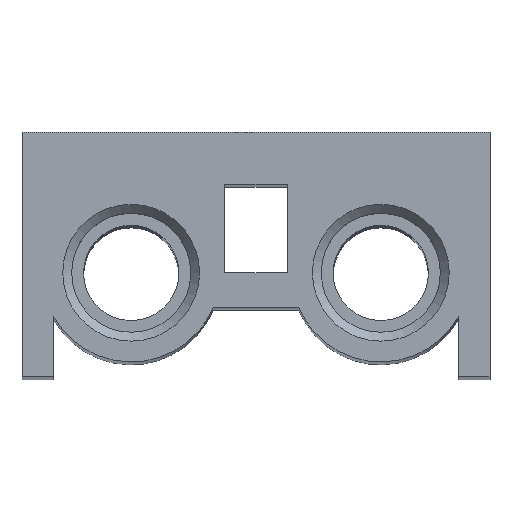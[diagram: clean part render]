
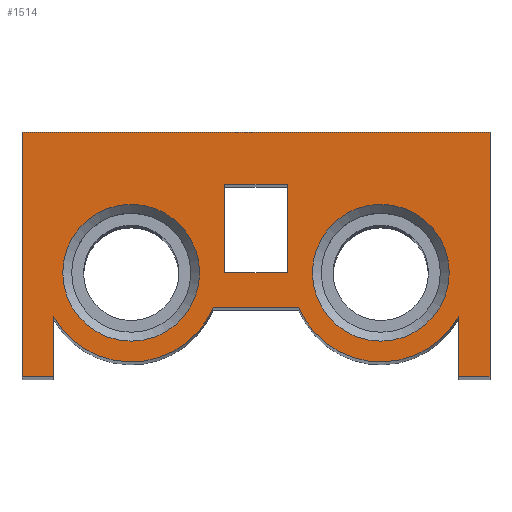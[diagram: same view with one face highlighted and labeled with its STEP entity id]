
A CAD part, top view. The second image highlights one B-rep face of the part: STEP entity #1514.
In plain terms, the highlighted planar face has unit normal (0, 0, 1).
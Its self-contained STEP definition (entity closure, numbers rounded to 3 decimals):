
#98=LINE('',#2360,#160);
#102=LINE('',#2368,#164);
#105=LINE('',#2374,#167);
#108=LINE('',#2380,#170);
#112=LINE('',#2396,#174);
#116=LINE('',#2408,#178);
#119=LINE('',#2414,#181);
#122=LINE('',#2425,#184);
#126=LINE('',#2433,#188);
#129=LINE('',#2443,#191);
#131=LINE('',#2446,#193);
#133=LINE('',#2449,#195);
#160=VECTOR('',#1883,1000.);
#164=VECTOR('',#1889,1000.);
#167=VECTOR('',#1894,1000.);
#170=VECTOR('',#1899,1000.);
#174=VECTOR('',#1915,1000.);
#178=VECTOR('',#1927,1000.);
#181=VECTOR('',#1932,1000.);
#184=VECTOR('',#1941,1000.);
#188=VECTOR('',#1947,1000.);
#191=VECTOR('',#1956,1000.);
#193=VECTOR('',#1960,1000.);
#195=VECTOR('',#1964,1000.);
#308=ORIENTED_EDGE('',*,*,#666,.T.);
#309=ORIENTED_EDGE('',*,*,#667,.T.);
#310=ORIENTED_EDGE('',*,*,#652,.F.);
#311=ORIENTED_EDGE('',*,*,#656,.F.);
#312=ORIENTED_EDGE('',*,*,#661,.F.);
#313=ORIENTED_EDGE('',*,*,#663,.F.);
#314=ORIENTED_EDGE('',*,*,#620,.T.);
#315=ORIENTED_EDGE('',*,*,#624,.T.);
#316=ORIENTED_EDGE('',*,*,#627,.T.);
#317=ORIENTED_EDGE('',*,*,#630,.T.);
#318=ORIENTED_EDGE('',*,*,#633,.T.);
#319=ORIENTED_EDGE('',*,*,#638,.T.);
#320=ORIENTED_EDGE('',*,*,#641,.T.);
#321=ORIENTED_EDGE('',*,*,#644,.T.);
#322=ORIENTED_EDGE('',*,*,#647,.T.);
#323=ORIENTED_EDGE('',*,*,#665,.T.);
#620=EDGE_CURVE('',#807,#806,#98,.T.);
#624=EDGE_CURVE('',#806,#809,#102,.T.);
#627=EDGE_CURVE('',#809,#811,#105,.T.);
#630=EDGE_CURVE('',#811,#813,#108,.T.);
#633=EDGE_CURVE('',#813,#815,#953,.T.);
#638=EDGE_CURVE('',#815,#819,#112,.T.);
#641=EDGE_CURVE('',#819,#821,#957,.T.);
#644=EDGE_CURVE('',#821,#823,#116,.T.);
#647=EDGE_CURVE('',#823,#825,#119,.T.);
#652=EDGE_CURVE('',#830,#831,#122,.T.);
#656=EDGE_CURVE('',#833,#830,#126,.T.);
#661=EDGE_CURVE('',#837,#833,#129,.T.);
#663=EDGE_CURVE('',#831,#837,#131,.T.);
#665=EDGE_CURVE('',#825,#807,#133,.T.);
#666=EDGE_CURVE('',#838,#838,#962,.T.);
#667=EDGE_CURVE('',#839,#839,#963,.T.);
#806=VERTEX_POINT('',#2359);
#807=VERTEX_POINT('',#2361);
#809=VERTEX_POINT('',#2367);
#811=VERTEX_POINT('',#2373);
#813=VERTEX_POINT('',#2379);
#815=VERTEX_POINT('',#2385);
#819=VERTEX_POINT('',#2395);
#821=VERTEX_POINT('',#2401);
#823=VERTEX_POINT('',#2407);
#825=VERTEX_POINT('',#2413);
#830=VERTEX_POINT('',#2424);
#831=VERTEX_POINT('',#2426);
#833=VERTEX_POINT('',#2432);
#837=VERTEX_POINT('',#2442);
#838=VERTEX_POINT('',#2452);
#839=VERTEX_POINT('',#2454);
#953=CIRCLE('',#1651,8.579);
#957=CIRCLE('',#1657,8.579);
#962=CIRCLE('',#1670,6.579);
#963=CIRCLE('',#1671,6.579);
#1072=EDGE_LOOP('',(#308));
#1073=EDGE_LOOP('',(#309));
#1074=EDGE_LOOP('',(#310,#311,#312,#313));
#1075=EDGE_LOOP('',(#314,#315,#316,#317,#318,#319,#320,#321,#322,#323));
#1282=FACE_BOUND('',#1072,.T.);
#1283=FACE_BOUND('',#1073,.T.);
#1284=FACE_BOUND('',#1074,.T.);
#1285=FACE_BOUND('',#1075,.T.);
#1458=PLANE('',#1669);
#1514=ADVANCED_FACE('',(#1282,#1283,#1284,#1285),#1458,.T.);
#1651=AXIS2_PLACEMENT_3D('',#2386,#1905,#1906);
#1657=AXIS2_PLACEMENT_3D('',#2402,#1921,#1922);
#1669=AXIS2_PLACEMENT_3D('',#2450,#1965,#1966);
#1670=AXIS2_PLACEMENT_3D('',#2451,#1967,#1968);
#1671=AXIS2_PLACEMENT_3D('',#2453,#1969,#1970);
#1883=DIRECTION('',(-1.,0.,0.));
#1889=DIRECTION('',(0.,-1.,0.));
#1894=DIRECTION('',(1.,0.,0.));
#1899=DIRECTION('',(0.,1.,0.));
#1905=DIRECTION('',(0.,0.,1.));
#1906=DIRECTION('',(1.,0.,0.));
#1915=DIRECTION('',(1.,0.,0.));
#1921=DIRECTION('',(0.,0.,1.));
#1922=DIRECTION('',(1.,0.,0.));
#1927=DIRECTION('',(0.,-1.,0.));
#1932=DIRECTION('',(1.,0.,0.));
#1941=DIRECTION('',(-1.,0.,0.));
#1947=DIRECTION('',(0.,1.,0.));
#1956=DIRECTION('',(1.,0.,0.));
#1960=DIRECTION('',(0.,-1.,0.));
#1964=DIRECTION('',(0.,1.,0.));
#1965=DIRECTION('',(0.,0.,1.));
#1966=DIRECTION('',(1.,0.,0.));
#1967=DIRECTION('',(0.,0.,-1.));
#1968=DIRECTION('',(-1.,0.,0.));
#1969=DIRECTION('',(0.,0.,-1.));
#1970=DIRECTION('',(-1.,0.,0.));
#2359=CARTESIAN_POINT('',(-22.5,23.5,161.));
#2360=CARTESIAN_POINT('',(22.5,23.5,161.));
#2361=CARTESIAN_POINT('',(22.5,23.5,161.));
#2367=CARTESIAN_POINT('',(-22.5,0.,161.));
#2368=CARTESIAN_POINT('',(-22.5,23.5,161.));
#2373=CARTESIAN_POINT('',(-19.5,0.,161.));
#2374=CARTESIAN_POINT('',(-22.5,0.,161.));
#2379=CARTESIAN_POINT('',(-19.5,5.836,161.));
#2380=CARTESIAN_POINT('',(-19.5,0.,161.));
#2385=CARTESIAN_POINT('',(-4.096,6.667,161.));
#2386=CARTESIAN_POINT('',(-12.,10.,161.));
#2395=CARTESIAN_POINT('',(4.096,6.667,161.));
#2396=CARTESIAN_POINT('',(-4.096,6.667,161.));
#2401=CARTESIAN_POINT('',(19.5,5.836,161.));
#2402=CARTESIAN_POINT('',(12.,10.,161.));
#2407=CARTESIAN_POINT('',(19.5,0.,161.));
#2408=CARTESIAN_POINT('',(19.5,5.836,161.));
#2413=CARTESIAN_POINT('',(22.5,0.,161.));
#2414=CARTESIAN_POINT('',(19.5,0.,161.));
#2424=CARTESIAN_POINT('',(3.,18.5,161.));
#2425=CARTESIAN_POINT('',(3.,18.5,161.));
#2426=CARTESIAN_POINT('',(-3.,18.5,161.));
#2432=CARTESIAN_POINT('',(3.,10.,161.));
#2433=CARTESIAN_POINT('',(3.,10.,161.));
#2442=CARTESIAN_POINT('',(-3.,10.,161.));
#2443=CARTESIAN_POINT('',(-3.,10.,161.));
#2446=CARTESIAN_POINT('',(-3.,18.5,161.));
#2449=CARTESIAN_POINT('',(22.5,0.,161.));
#2450=CARTESIAN_POINT('',(-12.,10.,161.));
#2451=CARTESIAN_POINT('',(-12.,10.,161.));
#2452=CARTESIAN_POINT('',(-18.579,10.,161.));
#2453=CARTESIAN_POINT('',(12.,10.,161.));
#2454=CARTESIAN_POINT('',(5.422,10.,161.));
